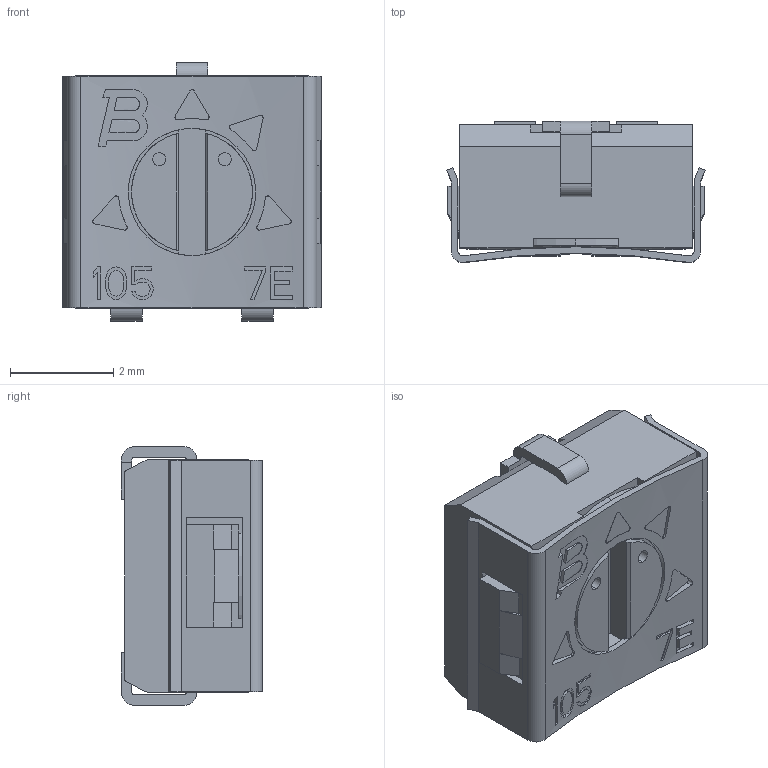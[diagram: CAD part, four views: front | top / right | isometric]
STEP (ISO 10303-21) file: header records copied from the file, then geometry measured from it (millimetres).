
FILE_DESCRIPTION((''),'2;1');
FILE_NAME('3314J_LID1R_1','2013-08-02T',('MaxM'),('Bourns, Inc.'),'PRO/ENGINEER BY PARAMETRIC TECHNOLOGY CORPORATION, 2012230','PRO/ENGINEER BY PARAMETRIC TECHNOLOGY CORPORATION, 2012230','');
FILE_SCHEMA(('CONFIG_CONTROL_DESIGN'));
Length unit declared in the file: inch
Products named in the file (1): 3314J_LID1R_1
Bounding box: 5 x 2.73 x 5 mm (x, y, z)
Volume: 35.8 mm3; surface area: 229.2 mm2
Topology: 1 solids, 2 shells, 395 faces, 1106 edges, 730 vertices
Faces by surface type: plane 306, cylinder 73, cone 11, torus 5
Entity records: 12975 total; most frequent: CARTESIAN_POINT 2851, ORIENTED_EDGE 2212, DIRECTION 1925, EDGE_CURVE 1106, VECTOR 789, LINE 789, VERTEX_POINT 730, AXIS2_PLACEMENT_3D 568
